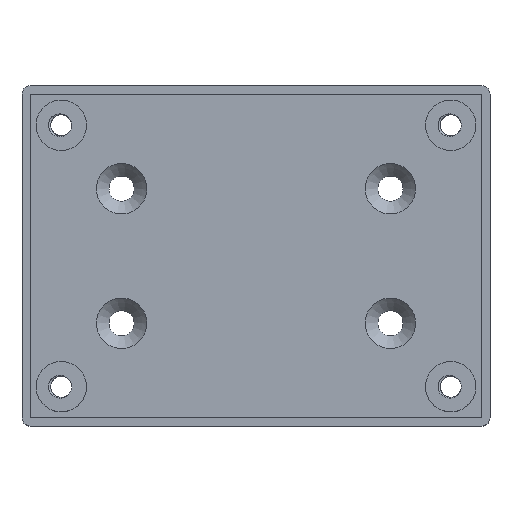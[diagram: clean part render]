
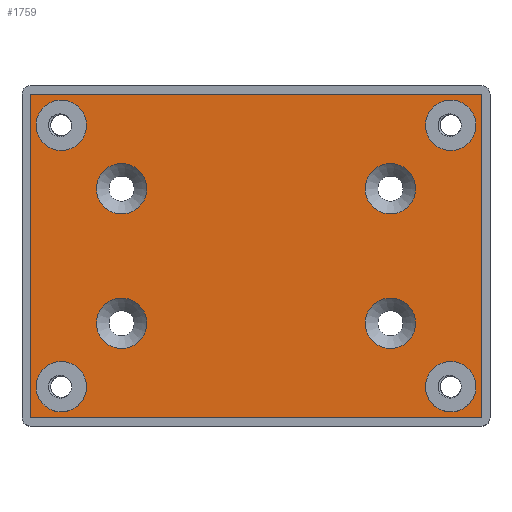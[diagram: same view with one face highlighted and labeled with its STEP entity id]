
A CAD part, top view. The second image highlights one B-rep face of the part: STEP entity #1759.
In plain terms, the highlighted planar face has unit normal (0, 0, 1).
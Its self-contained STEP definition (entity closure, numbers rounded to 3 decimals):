
#691 = EDGE_CURVE('',#692,#694,#696,.T.);
#692 = VERTEX_POINT('',#693);
#693 = CARTESIAN_POINT('',(-26.85,-19.25,0.));
#694 = VERTEX_POINT('',#695);
#695 = CARTESIAN_POINT('',(-26.85,19.25,0.));
#696 = LINE('',#697,#698);
#697 = CARTESIAN_POINT('',(-26.85,9.625,0.));
#698 = VECTOR('',#699,1.);
#699 = DIRECTION('',(0.,1.,0.));
#722 = EDGE_CURVE('',#723,#692,#725,.T.);
#723 = VERTEX_POINT('',#724);
#724 = CARTESIAN_POINT('',(26.85,-19.25,0.));
#725 = LINE('',#726,#727);
#726 = CARTESIAN_POINT('',(-13.425,-19.25,0.));
#727 = VECTOR('',#728,1.);
#728 = DIRECTION('',(-1.,0.,0.));
#746 = EDGE_CURVE('',#747,#723,#749,.T.);
#747 = VERTEX_POINT('',#748);
#748 = CARTESIAN_POINT('',(26.85,19.25,0.));
#749 = LINE('',#750,#751);
#750 = CARTESIAN_POINT('',(26.85,-9.625,0.));
#751 = VECTOR('',#752,1.);
#752 = DIRECTION('',(0.,-1.,0.));
#770 = EDGE_CURVE('',#694,#747,#771,.T.);
#771 = LINE('',#772,#773);
#772 = CARTESIAN_POINT('',(13.425,19.25,0.));
#773 = VECTOR('',#774,1.);
#774 = DIRECTION('',(1.,0.,0.));
#1759 = ADVANCED_FACE('',(#1760,#1766,#1777,#1788,#1799,#1810,#1821,
    #1832,#1843),#1854,.T.);
#1760 = FACE_BOUND('',#1761,.T.);
#1761 = EDGE_LOOP('',(#1762,#1763,#1764,#1765));
#1762 = ORIENTED_EDGE('',*,*,#691,.F.);
#1763 = ORIENTED_EDGE('',*,*,#722,.F.);
#1764 = ORIENTED_EDGE('',*,*,#746,.F.);
#1765 = ORIENTED_EDGE('',*,*,#770,.F.);
#1766 = FACE_BOUND('',#1767,.T.);
#1767 = EDGE_LOOP('',(#1768));
#1768 = ORIENTED_EDGE('',*,*,#1769,.T.);
#1769 = EDGE_CURVE('',#1770,#1770,#1772,.T.);
#1770 = VERTEX_POINT('',#1771);
#1771 = CARTESIAN_POINT('',(-20.18,-15.56,0.));
#1772 = CIRCLE('',#1773,3.);
#1773 = AXIS2_PLACEMENT_3D('',#1774,#1775,#1776);
#1774 = CARTESIAN_POINT('',(-23.18,-15.56,0.));
#1775 = DIRECTION('',(0.,0.,-1.));
#1776 = DIRECTION('',(1.,0.,0.));
#1777 = FACE_BOUND('',#1778,.T.);
#1778 = EDGE_LOOP('',(#1779));
#1779 = ORIENTED_EDGE('',*,*,#1780,.F.);
#1780 = EDGE_CURVE('',#1781,#1781,#1783,.T.);
#1781 = VERTEX_POINT('',#1782);
#1782 = CARTESIAN_POINT('',(-13.,-8.,0.));
#1783 = CIRCLE('',#1784,3.);
#1784 = AXIS2_PLACEMENT_3D('',#1785,#1786,#1787);
#1785 = CARTESIAN_POINT('',(-16.,-8.,0.));
#1786 = DIRECTION('',(0.,0.,1.));
#1787 = DIRECTION('',(1.,0.,0.));
#1788 = FACE_BOUND('',#1789,.T.);
#1789 = EDGE_LOOP('',(#1790));
#1790 = ORIENTED_EDGE('',*,*,#1791,.T.);
#1791 = EDGE_CURVE('',#1792,#1792,#1794,.T.);
#1792 = VERTEX_POINT('',#1793);
#1793 = CARTESIAN_POINT('',(26.18,-15.56,0.));
#1794 = CIRCLE('',#1795,3.);
#1795 = AXIS2_PLACEMENT_3D('',#1796,#1797,#1798);
#1796 = CARTESIAN_POINT('',(23.18,-15.56,0.));
#1797 = DIRECTION('',(0.,0.,-1.));
#1798 = DIRECTION('',(1.,0.,0.));
#1799 = FACE_BOUND('',#1800,.T.);
#1800 = EDGE_LOOP('',(#1801));
#1801 = ORIENTED_EDGE('',*,*,#1802,.F.);
#1802 = EDGE_CURVE('',#1803,#1803,#1805,.T.);
#1803 = VERTEX_POINT('',#1804);
#1804 = CARTESIAN_POINT('',(19.,-8.,0.));
#1805 = CIRCLE('',#1806,3.);
#1806 = AXIS2_PLACEMENT_3D('',#1807,#1808,#1809);
#1807 = CARTESIAN_POINT('',(16.,-8.,0.));
#1808 = DIRECTION('',(0.,0.,1.));
#1809 = DIRECTION('',(1.,0.,0.));
#1810 = FACE_BOUND('',#1811,.T.);
#1811 = EDGE_LOOP('',(#1812));
#1812 = ORIENTED_EDGE('',*,*,#1813,.F.);
#1813 = EDGE_CURVE('',#1814,#1814,#1816,.T.);
#1814 = VERTEX_POINT('',#1815);
#1815 = CARTESIAN_POINT('',(-13.,8.,0.));
#1816 = CIRCLE('',#1817,3.);
#1817 = AXIS2_PLACEMENT_3D('',#1818,#1819,#1820);
#1818 = CARTESIAN_POINT('',(-16.,8.,0.));
#1819 = DIRECTION('',(0.,0.,1.));
#1820 = DIRECTION('',(1.,0.,0.));
#1821 = FACE_BOUND('',#1822,.T.);
#1822 = EDGE_LOOP('',(#1823));
#1823 = ORIENTED_EDGE('',*,*,#1824,.T.);
#1824 = EDGE_CURVE('',#1825,#1825,#1827,.T.);
#1825 = VERTEX_POINT('',#1826);
#1826 = CARTESIAN_POINT('',(-20.18,15.56,0.));
#1827 = CIRCLE('',#1828,3.);
#1828 = AXIS2_PLACEMENT_3D('',#1829,#1830,#1831);
#1829 = CARTESIAN_POINT('',(-23.18,15.56,0.));
#1830 = DIRECTION('',(0.,0.,-1.));
#1831 = DIRECTION('',(1.,0.,0.));
#1832 = FACE_BOUND('',#1833,.T.);
#1833 = EDGE_LOOP('',(#1834));
#1834 = ORIENTED_EDGE('',*,*,#1835,.F.);
#1835 = EDGE_CURVE('',#1836,#1836,#1838,.T.);
#1836 = VERTEX_POINT('',#1837);
#1837 = CARTESIAN_POINT('',(19.,8.,0.));
#1838 = CIRCLE('',#1839,3.);
#1839 = AXIS2_PLACEMENT_3D('',#1840,#1841,#1842);
#1840 = CARTESIAN_POINT('',(16.,8.,0.));
#1841 = DIRECTION('',(0.,0.,1.));
#1842 = DIRECTION('',(1.,0.,0.));
#1843 = FACE_BOUND('',#1844,.T.);
#1844 = EDGE_LOOP('',(#1845));
#1845 = ORIENTED_EDGE('',*,*,#1846,.T.);
#1846 = EDGE_CURVE('',#1847,#1847,#1849,.T.);
#1847 = VERTEX_POINT('',#1848);
#1848 = CARTESIAN_POINT('',(26.18,15.56,0.));
#1849 = CIRCLE('',#1850,3.);
#1850 = AXIS2_PLACEMENT_3D('',#1851,#1852,#1853);
#1851 = CARTESIAN_POINT('',(23.18,15.56,0.));
#1852 = DIRECTION('',(0.,0.,-1.));
#1853 = DIRECTION('',(1.,0.,0.));
#1854 = PLANE('',#1855);
#1855 = AXIS2_PLACEMENT_3D('',#1856,#1857,#1858);
#1856 = CARTESIAN_POINT('',(0.,0.,0.));
#1857 = DIRECTION('',(0.,0.,1.));
#1858 = DIRECTION('',(1.,0.,0.));
